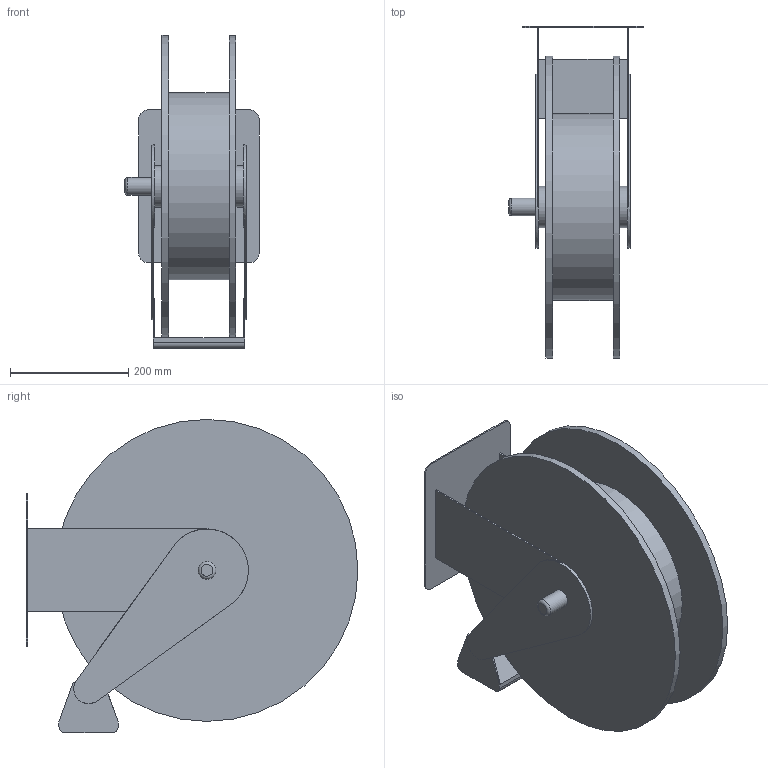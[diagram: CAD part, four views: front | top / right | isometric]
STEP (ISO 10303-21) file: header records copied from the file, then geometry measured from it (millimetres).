
FILE_DESCRIPTION( ( 'Unknown' ), '1' );
FILE_NAME( 'Serie 530.stp', 'Unknown', ( 'Unknown' ), ( 'Unknown' ), 'XStep 1.0', 'Unknown', ' ' );
FILE_SCHEMA( ( 'automotive_design' ) );
Length unit declared in the file: millimetre
Products named in the file (1): 1
Bounding box: 226.5 x 560.5 x 529 mm (x, y, z)
Volume: 13683468.9 mm3; surface area: 1225460.9 mm2
Topology: 1 solids, 1 shells, 58 faces, 147 edges, 96 vertices
Faces by surface type: plane 41, cylinder 16, torus 1
Full cylindrical faces by diameter (mm): 30 x1, 70 x2, 316 x1, 510 x2
Entity records: 2150 total; most frequent: DIRECTION 292, CARTESIAN_POINT 285, ORIENTED_EDGE 270, EDGE_CURVE 135, AXIS2_PLACEMENT_3D 98, LINE 96, VECTOR 96, VERTEX_POINT 91
